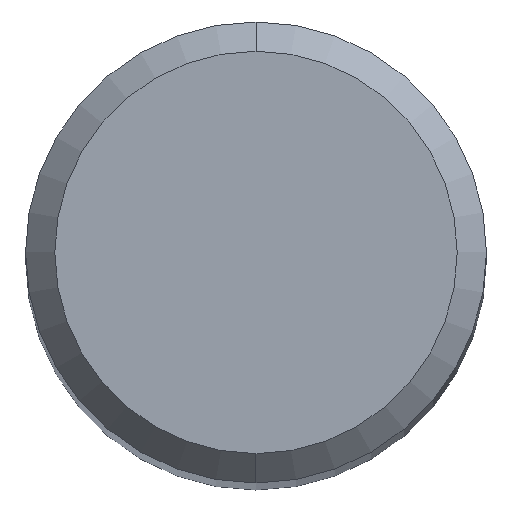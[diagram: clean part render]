
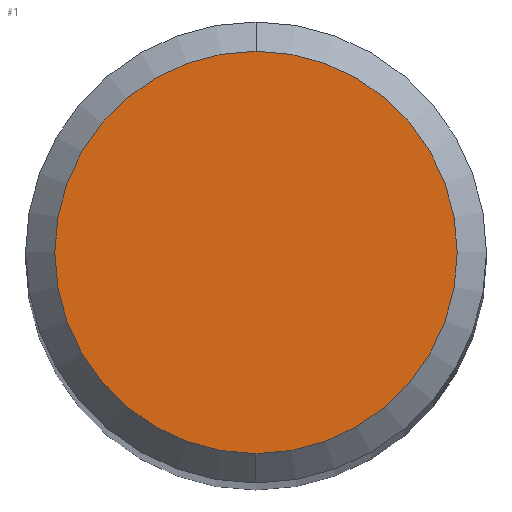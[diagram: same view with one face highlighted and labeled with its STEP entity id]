
A CAD part, top view. The second image highlights one B-rep face of the part: STEP entity #1.
In plain terms, the highlighted planar face has unit normal (0, 0, 1).
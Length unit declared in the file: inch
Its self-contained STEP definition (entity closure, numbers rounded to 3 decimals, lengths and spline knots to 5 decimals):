
#1 = ADVANCED_FACE ( 'NONE', ( #170 ), #447, .F. ) ;
#39 = AXIS2_PLACEMENT_3D ( 'NONE', #417, #230, #420 ) ;
#73 = VERTEX_POINT ( 'NONE', #457 ) ;
#74 = EDGE_CURVE ( 'NONE', #367, #73, #404, .T. ) ;
#92 = ORIENTED_EDGE ( 'NONE', *, *, #74, .T. ) ;
#107 = CARTESIAN_POINT ( 'NONE',  ( 0., 0., 0. ) ) ;
#148 = DIRECTION ( 'NONE',  ( 0., 0., 1. ) ) ;
#170 = FACE_OUTER_BOUND ( 'NONE', #315, .T. ) ;
#183 = EDGE_CURVE ( 'NONE', #73, #367, #241, .T. ) ;
#230 = DIRECTION ( 'NONE',  ( 0., 0., -1. ) ) ;
#241 = CIRCLE ( 'NONE', #394, 0.1031 ) ;
#247 = ORIENTED_EDGE ( 'NONE', *, *, #183, .T. ) ;
#315 = EDGE_LOOP ( 'NONE', ( #92, #247 ) ) ;
#339 = DIRECTION ( 'NONE',  ( 0., 0., 1. ) ) ;
#367 = VERTEX_POINT ( 'NONE', #469 ) ;
#381 = DIRECTION ( 'NONE',  ( 0., -1., 0. ) ) ;
#394 = AXIS2_PLACEMENT_3D ( 'NONE', #458, #148, #418 ) ;
#404 = CIRCLE ( 'NONE', #473, 0.1031 ) ;
#417 = CARTESIAN_POINT ( 'NONE',  ( 0., 0.1031, 0. ) ) ;
#418 = DIRECTION ( 'NONE',  ( 0., -1., 0. ) ) ;
#420 = DIRECTION ( 'NONE',  ( 0., 1., 0. ) ) ;
#447 = PLANE ( 'NONE',  #39 ) ;
#457 = CARTESIAN_POINT ( 'NONE',  ( 0., -0.1031, 0. ) ) ;
#458 = CARTESIAN_POINT ( 'NONE',  ( 0., 0., 0. ) ) ;
#469 = CARTESIAN_POINT ( 'NONE',  ( 0., 0.1031, 0. ) ) ;
#473 = AXIS2_PLACEMENT_3D ( 'NONE', #107, #339, #381 ) ;
